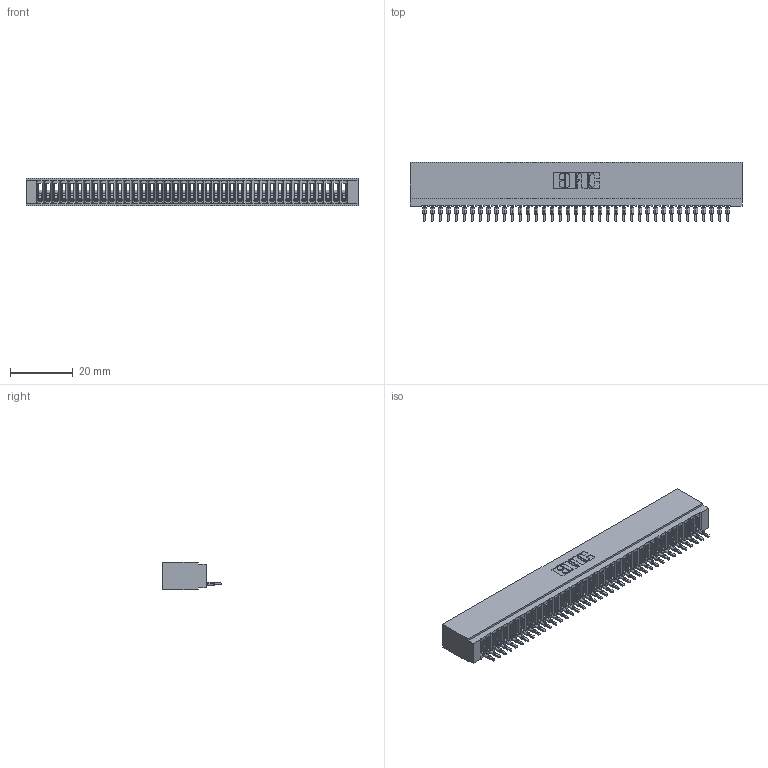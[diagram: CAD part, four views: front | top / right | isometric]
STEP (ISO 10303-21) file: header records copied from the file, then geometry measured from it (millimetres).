
FILE_DESCRIPTION (( 'STEP AP203' ), '1' );
FILE_NAME ('725-039-525-101.STEP', '2026-03-05T22:27:21', ( '' ), ( '' ), 'SwSTEP 2.0', 'SolidWorks 2023', '' );
FILE_SCHEMA (( 'CONFIG_CONTROL_DESIGN' ));
Length unit declared in the file: millimetre
Products named in the file (3): 725-039-525-101; 745-292-001_525; 725 Part_Insulator Option - 01
Assembly tree (40 placements, depth 2):
  725-039-525-101
    725 Part_Insulator Option - 01
    745-292-001_525  x39
Bounding box: 105.66 x 18.8 x 8.89 mm (x, y, z)
Volume: 8001.4 mm3; surface area: 15270.5 mm2
Topology: 40 solids, 40 shells, 4463 faces, 12266 edges, 7734 vertices
Faces by surface type: plane 2668, cylinder 781, bspline 780, torus 234
Entity records: 64783 total; most frequent: CARTESIAN_POINT 11916, ORIENTED_EDGE 11384, DIRECTION 9872, EDGE_CURVE 5692, VECTOR 5276, LINE 5276, VERTEX_POINT 3630, AXIS2_PLACEMENT_3D 2298
